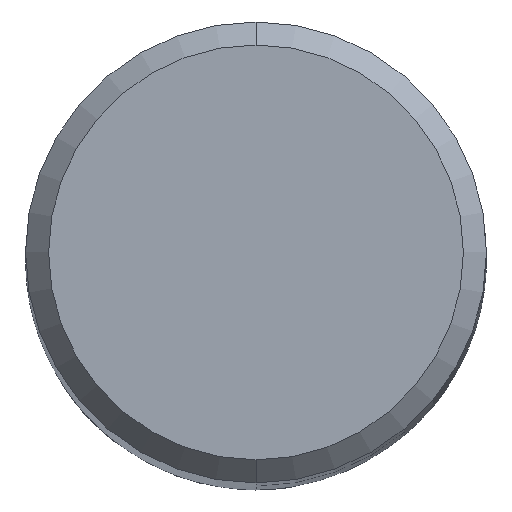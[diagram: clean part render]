
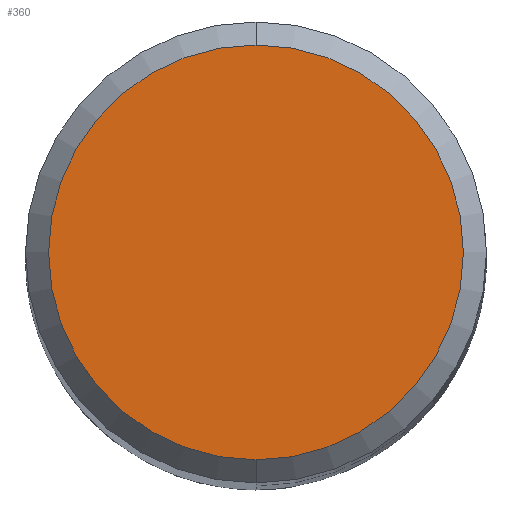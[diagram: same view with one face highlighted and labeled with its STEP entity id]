
A CAD part, top view. The second image highlights one B-rep face of the part: STEP entity #360.
In plain terms, the highlighted planar face has unit normal (0, 0, 1).
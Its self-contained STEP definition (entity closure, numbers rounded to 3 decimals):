
#326=EDGE_CURVE('',#362,#664,#850,.T.);
#360=ADVANCED_FACE('',(#890),#891,.T.);
#362=VERTEX_POINT('',#893);
#554=EDGE_CURVE('',#664,#362,#1111,.T.);
#664=VERTEX_POINT('',#1226);
#850=CIRCLE('',#1737,5.4);
#890=FACE_OUTER_BOUND('',#1924,.T.);
#891=PLANE('',#1925);
#893=CARTESIAN_POINT('',(0.,-5.4,0.0));
#1111=CIRCLE('',#3513,5.4);
#1226=CARTESIAN_POINT('',(0.0,5.4,0.0));
#1737=AXIS2_PLACEMENT_3D('',#4260,#4261,#4262);
#1924=EDGE_LOOP('',(#4319,#4320));
#1925=AXIS2_PLACEMENT_3D('',#4321,#4322,#4323);
#3513=AXIS2_PLACEMENT_3D('',#4660,#4661,#4662);
#4260=CARTESIAN_POINT('',(0.0,0.0,0.0));
#4261=DIRECTION('',(0.0,0.0,-1.0));
#4262=DIRECTION('',(0.0,1.0,0.0));
#4319=ORIENTED_EDGE('',*,*,#554,.F.);
#4320=ORIENTED_EDGE('',*,*,#326,.F.);
#4321=CARTESIAN_POINT('',(0.0,2.7,0.0));
#4322=DIRECTION('',(-0.0,0.0,1.0));
#4323=DIRECTION('',(0.0,-1.0,0.0));
#4660=CARTESIAN_POINT('',(0.0,0.0,0.0));
#4661=DIRECTION('',(0.0,0.0,-1.0));
#4662=DIRECTION('',(0.0,1.0,0.0));
